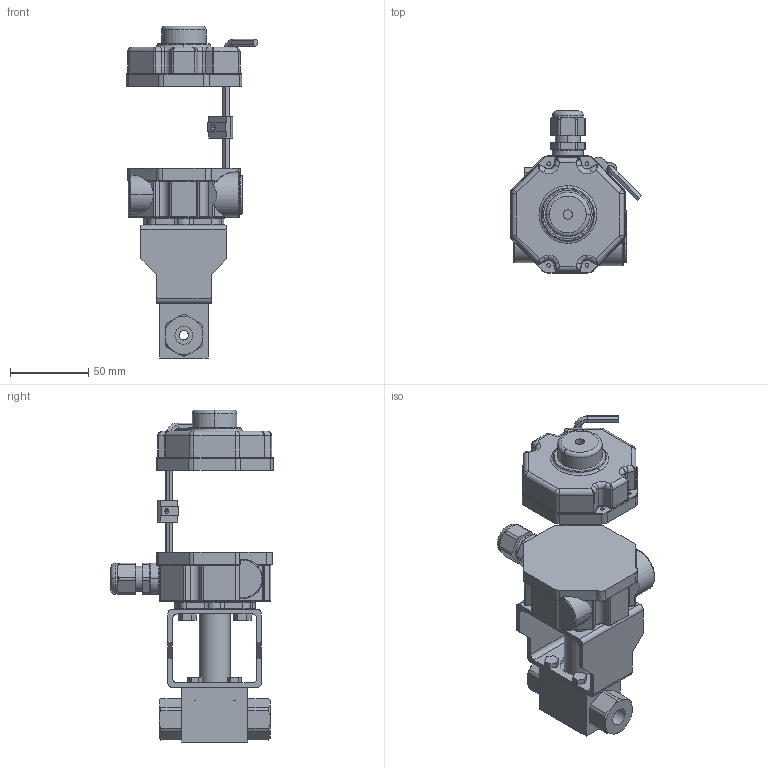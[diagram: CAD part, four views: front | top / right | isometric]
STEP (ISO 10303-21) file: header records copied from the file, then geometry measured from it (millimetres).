
FILE_DESCRIPTION(/* description */ ('Unknown'),/* implementation_level */ '2;1');
FILE_NAME(/* name */ 'AE03 4500_9769-02',/* time_stamp */ '2023-08-04T10:46:55+02:00',/* author */ ('Unknown'),/* organization */ ('Unknown'),/* preprocessor_version */ 'ST-DEVELOPER v18.102',/* originating_system */ 'Solid Edge',/* authorisation */ 'Unknown');
FILE_SCHEMA (('AUTOMOTIVE_DESIGN {1 0 10303 214 3 1 1}'));
Products named in the file (26): AE20-7.500.006; Brücke F03-F05; 7.500.006; DIN558 M5x12; DIN558_M_6x16.1.3; Spindeladapter , Aufbau 50,11_11; AE03; ZZ齿轮箱与电机部件; 萇儂窒蚾; 隅赽窒蚾; ZZ萇儂眊; ZZ倰梓僅啣; ZZ倰硌渀; G1-4盄坶; 盄坶1; 盄坶2; 萇蚾裔窒璃; ZZ萇蚾裔; 萇蚾裔蝶菜; ZZ芧弝欶俋倛; zz喘謫眊; ZZ倰堤薯粣; TC20X28X6; 蝶裔; 忒梟嘐隅輸; 售忒
Assembly tree (31 placements, depth 6):
  AE20-7.500.006
    Brücke F03-F05
    7.500.006
    DIN558 M5x12  x4
    DIN558_M_6x16.1.3  x4
    Spindeladapter , Aufbau 50,11_11
    AE03
      ZZ齿轮箱与电机部件
        萇儂窒蚾
          隅赽窒蚾
            ZZ萇儂眊
        ZZ倰梓僅啣
        ZZ倰硌渀
        G1-4盄坶
          盄坶1
          盄坶2
        萇蚾裔窒璃
          ZZ萇蚾裔
          萇蚾裔蝶菜
          ZZ芧弝欶俋倛
        zz喘謫眊
        ZZ倰堤薯粣
        TC20X28X6
      蝶裔
      忒梟嘐隅輸
      售忒
Bounding box: 84.46 x 104 x 212.68 mm (x, y, z)
Volume: 269874.1 mm3; surface area: 114332.3 mm2
Topology: 24 solids, 41 shells, 1907 faces, 4657 edges, 2911 vertices
Faces by surface type: cylinder 727, plane 699, torus 356, cone 70, bspline 39, sphere 16
Full cylindrical faces by diameter (mm): 3.102 x1, 4.134 x8, 5 x4, 6 x9, 7 x4, 11.445 x2, 20 x1, 25 x1, 30 x1
Entity records: 62166 total; most frequent: CARTESIAN_POINT 17676, DIRECTION 8995, ORIENTED_EDGE 8882, EDGE_CURVE 4441, AXIS2_PLACEMENT_3D 3539, VERTEX_POINT 2802, FACE_BOUND 2035, EDGE_LOOP 2031
